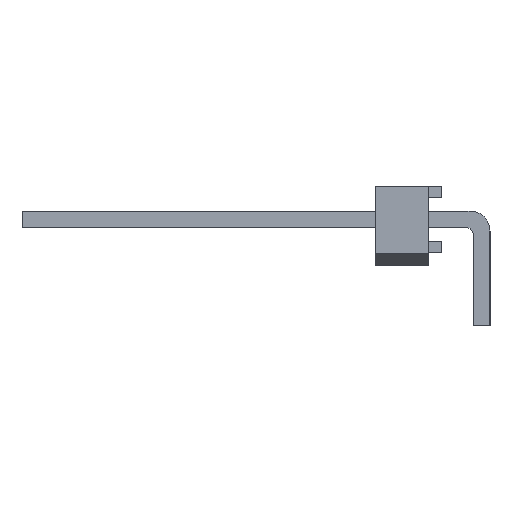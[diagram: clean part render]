
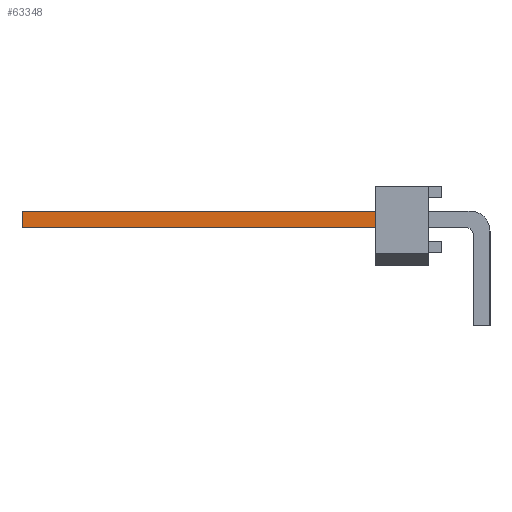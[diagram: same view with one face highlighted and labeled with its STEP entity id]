
A CAD part, left-side view. The second image highlights one B-rep face of the part: STEP entity #63348.
In plain terms, the highlighted face is planar.
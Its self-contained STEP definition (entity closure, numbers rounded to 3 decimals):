
#60719 = VERTEX_POINT('',#60720);
#60720 = CARTESIAN_POINT('',(52.388,17.526,-0.318));
#60726 = EDGE_CURVE('',#60727,#60719,#60729,.T.);
#60727 = VERTEX_POINT('',#60728);
#60728 = CARTESIAN_POINT('',(52.388,2.921,-0.318));
#60729 = LINE('',#60730,#60731);
#60730 = CARTESIAN_POINT('',(52.388,0.445,-0.318));
#60731 = VECTOR('',#60732,1.);
#60732 = DIRECTION('',(0.,1.,0.));
#62399 = VERTEX_POINT('',#62400);
#62400 = CARTESIAN_POINT('',(52.388,2.921,0.318));
#62406 = EDGE_CURVE('',#62407,#62399,#62409,.T.);
#62407 = VERTEX_POINT('',#62408);
#62408 = CARTESIAN_POINT('',(52.388,17.526,0.318));
#62409 = LINE('',#62410,#62411);
#62410 = CARTESIAN_POINT('',(52.388,17.526,0.318));
#62411 = VECTOR('',#62412,1.);
#62412 = DIRECTION('',(0.,-1.,0.));
#63337 = EDGE_CURVE('',#60719,#62407,#63338,.T.);
#63338 = LINE('',#63339,#63340);
#63339 = CARTESIAN_POINT('',(52.388,17.526,-0.318));
#63340 = VECTOR('',#63341,1.);
#63341 = DIRECTION('',(0.,0.,1.));
#63348 = ADVANCED_FACE('',(#63349),#63360,.T.);
#63349 = FACE_BOUND('',#63350,.T.);
#63350 = EDGE_LOOP('',(#63351,#63352,#63358,#63359));
#63351 = ORIENTED_EDGE('',*,*,#62406,.T.);
#63352 = ORIENTED_EDGE('',*,*,#63353,.T.);
#63353 = EDGE_CURVE('',#62399,#60727,#63354,.T.);
#63354 = LINE('',#63355,#63356);
#63355 = CARTESIAN_POINT('',(52.388,2.921,0.445));
#63356 = VECTOR('',#63357,1.);
#63357 = DIRECTION('',(0.,0.,-1.));
#63358 = ORIENTED_EDGE('',*,*,#60726,.T.);
#63359 = ORIENTED_EDGE('',*,*,#63337,.T.);
#63360 = PLANE('',#63361);
#63361 = AXIS2_PLACEMENT_3D('',#63362,#63363,#63364);
#63362 = CARTESIAN_POINT('',(52.388,0.445,0.445));
#63363 = DIRECTION('',(1.,0.,0.));
#63364 = DIRECTION('',(0.,0.,-1.));
